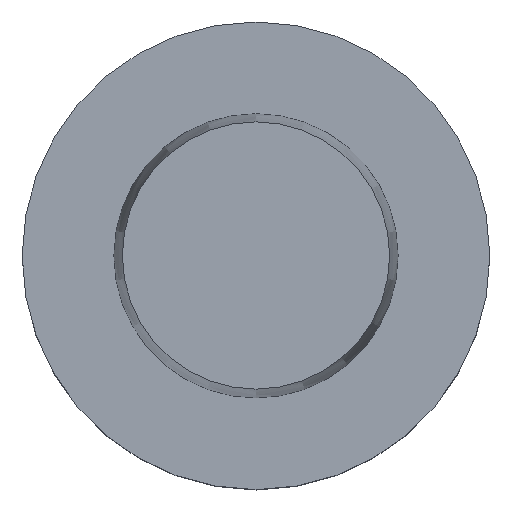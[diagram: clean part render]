
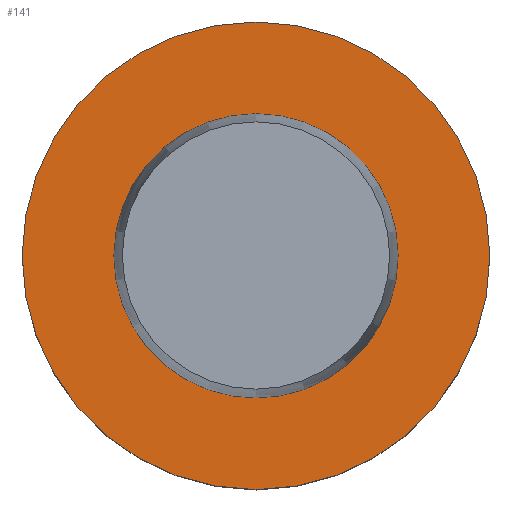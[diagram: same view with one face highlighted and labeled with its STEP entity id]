
A CAD part, top view. The second image highlights one B-rep face of the part: STEP entity #141.
In plain terms, the highlighted planar face has unit normal (0, 0, 1).
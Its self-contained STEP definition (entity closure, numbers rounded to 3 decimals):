
#116=EDGE_CURVE('240[2]',#261,#261,#262,.T.);
#141=ADVANCED_FACE('240[2]',(#298,#299),#300,.T.);
#154=EDGE_CURVE('240[2]',#319,#319,#320,.T.);
#261=VERTEX_POINT('',#505);
#262=CIRCLE('',#506,31.5);
#298=FACE_OUTER_BOUND('',#617,.T.);
#299=FACE_BOUND('',#618,.T.);
#300=PLANE('',#619);
#319=VERTEX_POINT('',#644);
#320=CIRCLE('',#645,19.15);
#505=CARTESIAN_POINT('',(0.,31.5,0.));
#506=AXIS2_PLACEMENT_3D('',#748,#749,#750);
#617=EDGE_LOOP('',(#788));
#618=EDGE_LOOP('',(#789));
#619=AXIS2_PLACEMENT_3D('',#790,#791,#792);
#644=CARTESIAN_POINT('',(0.,19.15,0.));
#645=AXIS2_PLACEMENT_3D('',#811,#812,#813);
#748=CARTESIAN_POINT('',(0.0,0.0,0.0));
#749=DIRECTION('',(0.,0.,-1.0));
#750=DIRECTION('',(0.,1.0,0.));
#788=ORIENTED_EDGE('',*,*,#116,.F.);
#789=ORIENTED_EDGE('',*,*,#154,.T.);
#790=CARTESIAN_POINT('',(0.,25.325,0.));
#791=DIRECTION('',(0.,0.,1.0));
#792=DIRECTION('',(1.0,0.,0.0));
#811=CARTESIAN_POINT('',(0.0,0.0,0.0));
#812=DIRECTION('',(0.,0.,-1.0));
#813=DIRECTION('',(0.,1.0,0.));
